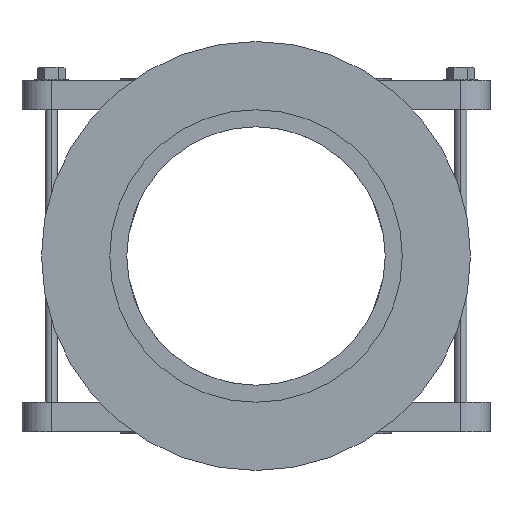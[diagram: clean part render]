
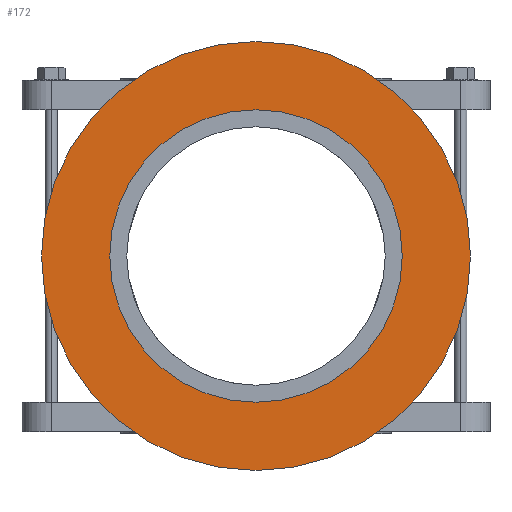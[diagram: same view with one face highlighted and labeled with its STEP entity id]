
A CAD part, left-side view. The second image highlights one B-rep face of the part: STEP entity #172.
In plain terms, the highlighted planar face has unit normal (-1, 0, 0).
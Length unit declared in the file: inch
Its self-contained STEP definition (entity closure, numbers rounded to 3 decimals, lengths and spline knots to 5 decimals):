
#172 = ADVANCED_FACE ( 'NONE', ( #775, #770 ), #3050, .T. ) ;
#418 = EDGE_CURVE ( 'NONE', #1186, #1187, #2567, .T. ) ;
#421 = EDGE_CURVE ( 'NONE', #1218, #1224, #2566, .T. ) ;
#525 = AXIS2_PLACEMENT_3D ( 'NONE', #4194, #4198, #4199 ) ;
#541 = AXIS2_PLACEMENT_3D ( 'NONE', #4185, #4186, #4187 ) ;
#768 = AXIS2_PLACEMENT_3D ( 'NONE', #3049, #3048, #3047 ) ;
#770 = FACE_OUTER_BOUND ( 'NONE', #1101, .T. ) ;
#775 = FACE_BOUND ( 'NONE', #1106, .T. ) ;
#1101 = EDGE_LOOP ( 'NONE', ( #1469, #1464 ) ) ;
#1106 = EDGE_LOOP ( 'NONE', ( #1467, #1465 ) ) ;
#1186 = VERTEX_POINT ( 'NONE', #4411 ) ;
#1187 = VERTEX_POINT ( 'NONE', #4412 ) ;
#1218 = VERTEX_POINT ( 'NONE', #4443 ) ;
#1224 = VERTEX_POINT ( 'NONE', #4449 ) ;
#1464 = ORIENTED_EDGE ( 'NONE', *, *, #421, .F. ) ;
#1465 = ORIENTED_EDGE ( 'NONE', *, *, #2709, .F. ) ;
#1467 = ORIENTED_EDGE ( 'NONE', *, *, #418, .F. ) ;
#1469 = ORIENTED_EDGE ( 'NONE', *, *, #2706, .F. ) ;
#1785 = AXIS2_PLACEMENT_3D ( 'NONE', #4923, #4930, #4931 ) ;
#1812 = AXIS2_PLACEMENT_3D ( 'NONE', #4920, #4921, #4922 ) ;
#2533 = CIRCLE ( 'NONE', #1785, 3.75 ) ;
#2534 = CIRCLE ( 'NONE', #1812, 5.5 ) ;
#2566 = CIRCLE ( 'NONE', #525, 5.5 ) ;
#2567 = CIRCLE ( 'NONE', #541, 3.75 ) ;
#2706 = EDGE_CURVE ( 'NONE', #1224, #1218, #2534, .T. ) ;
#2709 = EDGE_CURVE ( 'NONE', #1187, #1186, #2533, .T. ) ;
#3047 = DIRECTION ( 'NONE',  ( 0., 0., -1. ) ) ;
#3048 = DIRECTION ( 'NONE',  ( -1., 0., 0. ) ) ;
#3049 = CARTESIAN_POINT ( 'NONE',  ( -6.125, 0., -3.75 ) ) ;
#3050 = PLANE ( 'NONE',  #768 ) ;
#4185 = CARTESIAN_POINT ( 'NONE',  ( -6.125, 0., -3.75 ) ) ;
#4186 = DIRECTION ( 'NONE',  ( -1., 0., 0. ) ) ;
#4187 = DIRECTION ( 'NONE',  ( 0., 0., 1. ) ) ;
#4194 = CARTESIAN_POINT ( 'NONE',  ( -6.125, 0., -3.75 ) ) ;
#4198 = DIRECTION ( 'NONE',  ( 1., 0., 0. ) ) ;
#4199 = DIRECTION ( 'NONE',  ( 0., 0., -1. ) ) ;
#4411 = CARTESIAN_POINT ( 'NONE',  ( -6.125, 0., -7.5 ) ) ;
#4412 = CARTESIAN_POINT ( 'NONE',  ( -6.125, 0., 0. ) ) ;
#4443 = CARTESIAN_POINT ( 'NONE',  ( -6.125, 0., 1.75 ) ) ;
#4449 = CARTESIAN_POINT ( 'NONE',  ( -6.125, 0., -9.25 ) ) ;
#4920 = CARTESIAN_POINT ( 'NONE',  ( -6.125, 0., -3.75 ) ) ;
#4921 = DIRECTION ( 'NONE',  ( 1., 0., 0. ) ) ;
#4922 = DIRECTION ( 'NONE',  ( 0., 0., -1. ) ) ;
#4923 = CARTESIAN_POINT ( 'NONE',  ( -6.125, 0., -3.75 ) ) ;
#4930 = DIRECTION ( 'NONE',  ( -1., 0., 0. ) ) ;
#4931 = DIRECTION ( 'NONE',  ( 0., 0., 1. ) ) ;
